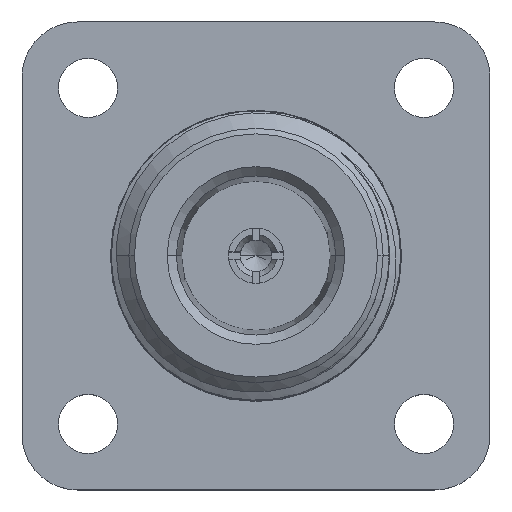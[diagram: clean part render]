
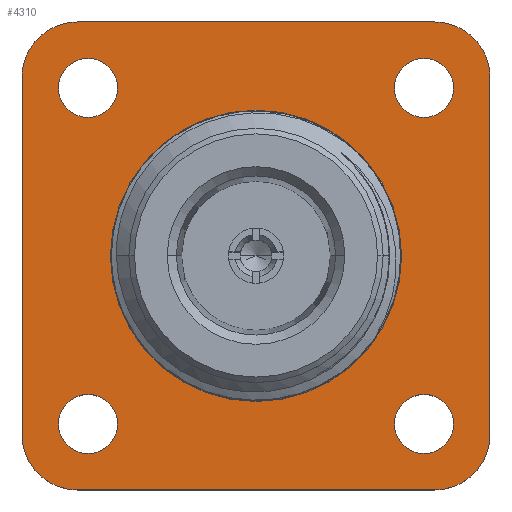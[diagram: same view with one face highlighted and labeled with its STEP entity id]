
A CAD part, top view. The second image highlights one B-rep face of the part: STEP entity #4310.
In plain terms, the highlighted planar face has unit normal (0, 0, 1).
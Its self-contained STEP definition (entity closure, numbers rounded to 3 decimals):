
#1662=CARTESIAN_POINT('',(0.,0.,2.));
#1663=DIRECTION('',(0.,0.,1.));
#1664=DIRECTION('',(-1.,0.,0.));
#1665=AXIS2_PLACEMENT_3D('',#1662,#1663,#1664);
#1671=CARTESIAN_POINT('',(-9.7,9.7,2.));
#1672=DIRECTION('',(0.,0.,1.));
#1673=DIRECTION('',(0.,1.,0.));
#1674=AXIS2_PLACEMENT_3D('',#1671,#1672,#1673);
#1676=DIRECTION('',(-1.,0.,0.));
#1677=VECTOR('',#1676,19.4);
#1678=CARTESIAN_POINT('',(9.7,12.7,2.));
#1679=LINE('',#1678,#1677);
#1680=CARTESIAN_POINT('',(9.7,9.7,2.));
#1681=DIRECTION('',(0.,0.,1.));
#1682=DIRECTION('',(1.,0.,0.));
#1683=AXIS2_PLACEMENT_3D('',#1680,#1681,#1682);
#1685=DIRECTION('',(0.,1.,0.));
#1686=VECTOR('',#1685,19.4);
#1687=CARTESIAN_POINT('',(12.7,-9.7,2.));
#1688=LINE('',#1687,#1686);
#1689=CARTESIAN_POINT('',(9.7,-9.7,2.));
#1690=DIRECTION('',(0.,0.,1.));
#1691=DIRECTION('',(0.,-1.,0.));
#1692=AXIS2_PLACEMENT_3D('',#1689,#1690,#1691);
#1694=DIRECTION('',(1.,0.,0.));
#1695=VECTOR('',#1694,19.4);
#1696=CARTESIAN_POINT('',(-9.7,-12.7,2.));
#1697=LINE('',#1696,#1695);
#1698=CARTESIAN_POINT('',(-9.7,-9.7,2.));
#1699=DIRECTION('',(0.,0.,1.));
#1700=DIRECTION('',(-1.,0.,0.));
#1701=AXIS2_PLACEMENT_3D('',#1698,#1699,#1700);
#1703=DIRECTION('',(0.,-1.,0.));
#1704=VECTOR('',#1703,19.4);
#1705=CARTESIAN_POINT('',(-12.7,9.7,2.));
#1706=LINE('',#1705,#1704);
#1707=CARTESIAN_POINT('',(9.12,-9.12,2.));
#1708=DIRECTION('',(0.,0.,1.));
#1709=DIRECTION('',(0.,-1.,0.));
#1710=AXIS2_PLACEMENT_3D('',#1707,#1708,#1709);
#1712=CARTESIAN_POINT('',(9.12,-9.12,2.));
#1713=DIRECTION('',(0.,0.,1.));
#1714=DIRECTION('',(0.,1.,0.));
#1715=AXIS2_PLACEMENT_3D('',#1712,#1713,#1714);
#1717=CARTESIAN_POINT('',(-9.12,-9.12,2.));
#1718=DIRECTION('',(0.,0.,1.));
#1719=DIRECTION('',(0.,-1.,0.));
#1720=AXIS2_PLACEMENT_3D('',#1717,#1718,#1719);
#1722=CARTESIAN_POINT('',(-9.12,-9.12,2.));
#1723=DIRECTION('',(0.,0.,1.));
#1724=DIRECTION('',(0.,1.,0.));
#1725=AXIS2_PLACEMENT_3D('',#1722,#1723,#1724);
#1727=CARTESIAN_POINT('',(-9.12,9.12,2.));
#1728=DIRECTION('',(0.,0.,1.));
#1729=DIRECTION('',(0.,-1.,0.));
#1730=AXIS2_PLACEMENT_3D('',#1727,#1728,#1729);
#1732=CARTESIAN_POINT('',(-9.12,9.12,2.));
#1733=DIRECTION('',(0.,0.,1.));
#1734=DIRECTION('',(0.,1.,0.));
#1735=AXIS2_PLACEMENT_3D('',#1732,#1733,#1734);
#1737=CARTESIAN_POINT('',(9.12,9.12,2.));
#1738=DIRECTION('',(0.,0.,1.));
#1739=DIRECTION('',(0.,-1.,0.));
#1740=AXIS2_PLACEMENT_3D('',#1737,#1738,#1739);
#1742=CARTESIAN_POINT('',(9.12,9.12,2.));
#1743=DIRECTION('',(0.,0.,1.));
#1744=DIRECTION('',(0.,1.,0.));
#1745=AXIS2_PLACEMENT_3D('',#1742,#1743,#1744);
#2127=CARTESIAN_POINT('',(0.,0.,2.));
#2128=DIRECTION('',(0.,0.,1.));
#2129=DIRECTION('',(1.,0.,0.));
#2130=AXIS2_PLACEMENT_3D('',#2127,#2128,#2129);
#2707=CARTESIAN_POINT('',(-9.7,12.7,2.));
#2708=VERTEX_POINT('',#2707);
#2709=CARTESIAN_POINT('',(-12.7,9.7,2.));
#2710=VERTEX_POINT('',#2709);
#2715=CARTESIAN_POINT('',(-12.7,-9.7,2.));
#2716=VERTEX_POINT('',#2715);
#2717=CARTESIAN_POINT('',(-9.7,-12.7,2.));
#2718=VERTEX_POINT('',#2717);
#2723=CARTESIAN_POINT('',(12.7,9.7,2.));
#2724=VERTEX_POINT('',#2723);
#2725=CARTESIAN_POINT('',(9.7,12.7,2.));
#2726=VERTEX_POINT('',#2725);
#2731=CARTESIAN_POINT('',(9.7,-12.7,2.));
#2732=VERTEX_POINT('',#2731);
#2733=CARTESIAN_POINT('',(12.7,-9.7,2.));
#2734=VERTEX_POINT('',#2733);
#2751=CARTESIAN_POINT('',(9.12,-10.72,2.));
#2752=CARTESIAN_POINT('',(9.12,-7.52,2.));
#2753=VERTEX_POINT('',#2751);
#2754=VERTEX_POINT('',#2752);
#2755=CARTESIAN_POINT('',(-9.12,-10.72,2.));
#2756=CARTESIAN_POINT('',(-9.12,-7.52,2.));
#2757=VERTEX_POINT('',#2755);
#2758=VERTEX_POINT('',#2756);
#2759=CARTESIAN_POINT('',(-9.12,7.52,2.));
#2760=CARTESIAN_POINT('',(-9.12,10.72,2.));
#2761=VERTEX_POINT('',#2759);
#2762=VERTEX_POINT('',#2760);
#2763=CARTESIAN_POINT('',(9.12,7.52,2.));
#2764=CARTESIAN_POINT('',(9.12,10.72,2.));
#2765=VERTEX_POINT('',#2763);
#2766=VERTEX_POINT('',#2764);
#2771=CARTESIAN_POINT('',(7.7,0.,2.));
#2772=CARTESIAN_POINT('',(-7.7,0.,2.));
#2773=VERTEX_POINT('',#2771);
#2774=VERTEX_POINT('',#2772);
#4258=CARTESIAN_POINT('',(0.,0.,2.));
#4259=DIRECTION('',(0.,0.,1.));
#4260=DIRECTION('',(1.,0.,0.));
#4261=AXIS2_PLACEMENT_3D('',#4258,#4259,#4260);
#4262=PLANE('',#4261);
#4264=ORIENTED_EDGE('',*,*,#4263,.F.);
#4266=ORIENTED_EDGE('',*,*,#4265,.F.);
#4268=ORIENTED_EDGE('',*,*,#4267,.F.);
#4270=ORIENTED_EDGE('',*,*,#4269,.F.);
#4272=ORIENTED_EDGE('',*,*,#4271,.F.);
#4274=ORIENTED_EDGE('',*,*,#4273,.F.);
#4276=ORIENTED_EDGE('',*,*,#4275,.F.);
#4278=ORIENTED_EDGE('',*,*,#4277,.F.);
#4279=EDGE_LOOP('',(#4264,#4266,#4268,#4270,#4272,#4274,#4276,#4278));
#4280=FACE_OUTER_BOUND('',#4279,.F.);
#4282=ORIENTED_EDGE('',*,*,#4281,.T.);
#4284=ORIENTED_EDGE('',*,*,#4283,.T.);
#4285=EDGE_LOOP('',(#4282,#4284));
#4286=FACE_BOUND('',#4285,.F.);
#4288=ORIENTED_EDGE('',*,*,#4287,.T.);
#4290=ORIENTED_EDGE('',*,*,#4289,.T.);
#4291=EDGE_LOOP('',(#4288,#4290));
#4292=FACE_BOUND('',#4291,.F.);
#4294=ORIENTED_EDGE('',*,*,#4293,.T.);
#4296=ORIENTED_EDGE('',*,*,#4295,.T.);
#4297=EDGE_LOOP('',(#4294,#4296));
#4298=FACE_BOUND('',#4297,.F.);
#4300=ORIENTED_EDGE('',*,*,#4299,.T.);
#4302=ORIENTED_EDGE('',*,*,#4301,.T.);
#4303=EDGE_LOOP('',(#4300,#4302));
#4304=FACE_BOUND('',#4303,.F.);
#4306=ORIENTED_EDGE('',*,*,#4305,.T.);
#4307=ORIENTED_EDGE('',*,*,#4248,.T.);
#4308=EDGE_LOOP('',(#4306,#4307));
#4309=FACE_BOUND('',#4308,.F.);
#4310=ADVANCED_FACE('',(#4280,#4286,#4292,#4298,#4304,#4309),#4262,.T.);
#1666=CIRCLE('',#1665,7.7);
#1675=CIRCLE('',#1674,3.);
#1684=CIRCLE('',#1683,3.);
#1693=CIRCLE('',#1692,3.);
#1702=CIRCLE('',#1701,3.);
#1711=CIRCLE('',#1710,1.6);
#1716=CIRCLE('',#1715,1.6);
#1721=CIRCLE('',#1720,1.6);
#1726=CIRCLE('',#1725,1.6);
#1731=CIRCLE('',#1730,1.6);
#1736=CIRCLE('',#1735,1.6);
#1741=CIRCLE('',#1740,1.6);
#1746=CIRCLE('',#1745,1.6);
#2131=CIRCLE('',#2130,7.7);
#4248=EDGE_CURVE('',#2774,#2773,#1666,.T.);
#4263=EDGE_CURVE('',#2708,#2710,#1675,.T.);
#4265=EDGE_CURVE('',#2726,#2708,#1679,.T.);
#4267=EDGE_CURVE('',#2724,#2726,#1684,.T.);
#4269=EDGE_CURVE('',#2734,#2724,#1688,.T.);
#4271=EDGE_CURVE('',#2732,#2734,#1693,.T.);
#4273=EDGE_CURVE('',#2718,#2732,#1697,.T.);
#4275=EDGE_CURVE('',#2716,#2718,#1702,.T.);
#4277=EDGE_CURVE('',#2710,#2716,#1706,.T.);
#4281=EDGE_CURVE('',#2753,#2754,#1711,.T.);
#4283=EDGE_CURVE('',#2754,#2753,#1716,.T.);
#4287=EDGE_CURVE('',#2757,#2758,#1721,.T.);
#4289=EDGE_CURVE('',#2758,#2757,#1726,.T.);
#4293=EDGE_CURVE('',#2761,#2762,#1731,.T.);
#4295=EDGE_CURVE('',#2762,#2761,#1736,.T.);
#4299=EDGE_CURVE('',#2765,#2766,#1741,.T.);
#4301=EDGE_CURVE('',#2766,#2765,#1746,.T.);
#4305=EDGE_CURVE('',#2773,#2774,#2131,.T.);
